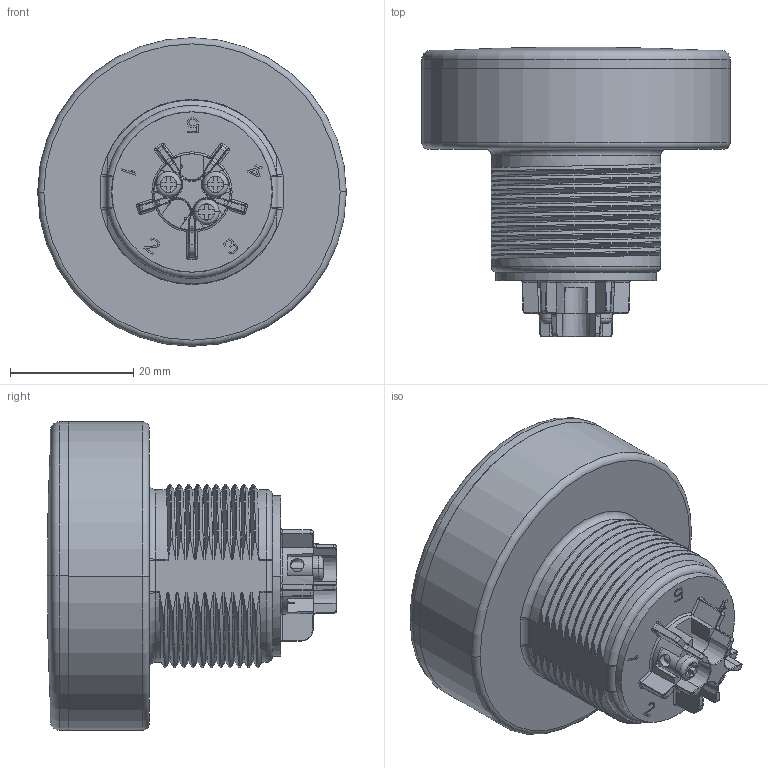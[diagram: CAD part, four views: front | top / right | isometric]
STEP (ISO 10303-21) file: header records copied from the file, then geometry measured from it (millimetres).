
FILE_DESCRIPTION((''),'2;1');
FILE_NAME('219962_SW0001','2020-12-30T11:08:28',('jeshelman'),('BANNER ENGINEERING CORP.'),'CREO PARAMETRIC BY PTC INC, 2019292','CREO PARAMETRIC BY PTC INC, 2019292','');
FILE_SCHEMA(('CONFIG_CONTROL_DESIGN','SHAPE_APPEARANCE_LAYERS_GROUPS'));
Products named in the file (1): 219962_SW0001
Bounding box: 50 x 46.89 x 50 mm (x, y, z)
Volume: 45805 mm3; surface area: 9916.1 mm2
Topology: 1 solids, 1 shells, 615 faces, 1702 edges, 1079 vertices
Faces by surface type: plane 279, bspline 135, cylinder 82, torus 49, cone 41, extrusion 20, revolution 5, sphere 4
Entity records: 48357 total; most frequent: CARTESIAN_POINT 29134, ORIENTED_EDGE 3400, DIRECTION 2409, EDGE_CURVE 1700, VERTEX_POINT 1082, VECTOR 926, LINE 906, AXIS2_PLACEMENT_3D 739
